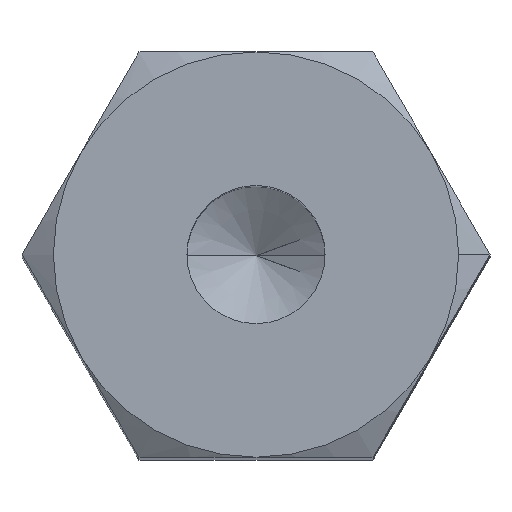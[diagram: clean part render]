
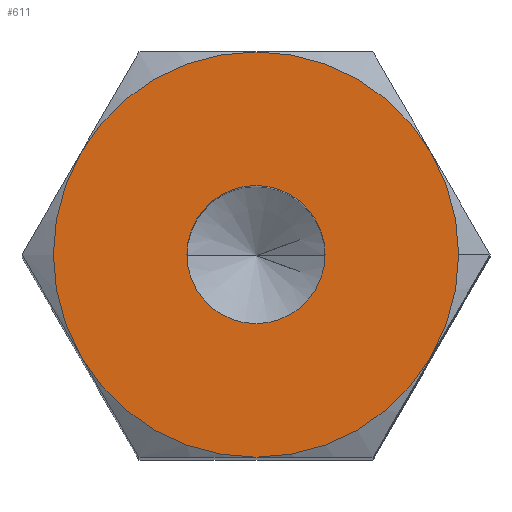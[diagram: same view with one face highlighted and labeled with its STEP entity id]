
A CAD part, top view. The second image highlights one B-rep face of the part: STEP entity #611.
In plain terms, the highlighted planar face has unit normal (0, 0, 1).
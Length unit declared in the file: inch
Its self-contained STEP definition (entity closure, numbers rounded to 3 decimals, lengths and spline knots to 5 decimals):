
#5 = DIRECTION ( 'NONE',  ( 1., 0., 0. ) ) ;
#9 = CARTESIAN_POINT ( 'NONE',  ( 0., 0., 1.25984 ) ) ;
#14 = CARTESIAN_POINT ( 'NONE',  ( 0.15625, 0., 1.25984 ) ) ;
#22 = DIRECTION ( 'NONE',  ( 0., 0., 1. ) ) ;
#27 = CARTESIAN_POINT ( 'NONE',  ( -0.13532, 0.07813, 1.25984 ) ) ;
#28 = CIRCLE ( 'NONE', #567, 0.15625 ) ;
#33 = AXIS2_PLACEMENT_3D ( 'NONE', #961, #213, #356 ) ;
#35 = DIRECTION ( 'NONE',  ( 1., 0., 0. ) ) ;
#42 = CARTESIAN_POINT ( 'NONE',  ( 0., 0., 1.25984 ) ) ;
#83 = DIRECTION ( 'NONE',  ( 1., 0., 0. ) ) ;
#88 = CIRCLE ( 'NONE', #502, 0.15625 ) ;
#110 = AXIS2_PLACEMENT_3D ( 'NONE', #42, #347, #510 ) ;
#112 = CIRCLE ( 'NONE', #118, 0.15625 ) ;
#118 = AXIS2_PLACEMENT_3D ( 'NONE', #663, #119, #808 ) ;
#119 = DIRECTION ( 'NONE',  ( 0., 0., 1. ) ) ;
#146 = VERTEX_POINT ( 'NONE', #331 ) ;
#149 = CARTESIAN_POINT ( 'NONE',  ( 0., 0., 1.25984 ) ) ;
#170 = VERTEX_POINT ( 'NONE', #326 ) ;
#183 = EDGE_LOOP ( 'NONE', ( #788, #837, #541, #417, #728, #828, #196 ) ) ;
#187 = AXIS2_PLACEMENT_3D ( 'NONE', #149, #830, #83 ) ;
#196 = ORIENTED_EDGE ( 'NONE', *, *, #467, .T. ) ;
#209 = EDGE_CURVE ( 'NONE', #170, #868, #248, .T. ) ;
#211 = FACE_OUTER_BOUND ( 'NONE', #183, .T. ) ;
#213 = DIRECTION ( 'NONE',  ( 0., 0., 1. ) ) ;
#218 = VERTEX_POINT ( 'NONE', #480 ) ;
#248 = CIRCLE ( 'NONE', #946, 0.05325 ) ;
#278 = AXIS2_PLACEMENT_3D ( 'NONE', #9, #747, #5 ) ;
#283 = CIRCLE ( 'NONE', #779, 0.15625 ) ;
#314 = DIRECTION ( 'NONE',  ( 0., 0., 1. ) ) ;
#326 = CARTESIAN_POINT ( 'NONE',  ( 0.05325, 0., 1.25984 ) ) ;
#329 = CIRCLE ( 'NONE', #187, 0.15625 ) ;
#331 = CARTESIAN_POINT ( 'NONE',  ( -0.13532, -0.07813, 1.25984 ) ) ;
#347 = DIRECTION ( 'NONE',  ( 0., 0., 1. ) ) ;
#353 = DIRECTION ( 'NONE',  ( 0., 0., 1. ) ) ;
#356 = DIRECTION ( 'NONE',  ( 1., 0., 0. ) ) ;
#362 = CIRCLE ( 'NONE', #278, 0.15625 ) ;
#368 = EDGE_CURVE ( 'NONE', #218, #630, #112, .T. ) ;
#410 = DIRECTION ( 'NONE',  ( 0., 0., 1. ) ) ;
#417 = ORIENTED_EDGE ( 'NONE', *, *, #368, .T. ) ;
#424 = DIRECTION ( 'NONE',  ( 1., 0., 0. ) ) ;
#435 = EDGE_CURVE ( 'NONE', #868, #170, #923, .T. ) ;
#446 = CARTESIAN_POINT ( 'NONE',  ( 0., 0., 1.25984 ) ) ;
#448 = DIRECTION ( 'NONE',  ( 1., 0., 0. ) ) ;
#467 = EDGE_CURVE ( 'NONE', #543, #590, #28, .T. ) ;
#477 = PLANE ( 'NONE',  #963 ) ;
#480 = CARTESIAN_POINT ( 'NONE',  ( 0., 0.15625, 1.25984 ) ) ;
#491 = CARTESIAN_POINT ( 'NONE',  ( 0.13532, 0.07813, 1.25984 ) ) ;
#492 = ORIENTED_EDGE ( 'NONE', *, *, #435, .F. ) ;
#502 = AXIS2_PLACEMENT_3D ( 'NONE', #446, #353, #448 ) ;
#506 = VERTEX_POINT ( 'NONE', #14 ) ;
#510 = DIRECTION ( 'NONE',  ( 1., 0., 0. ) ) ;
#540 = EDGE_CURVE ( 'NONE', #748, #218, #329, .T. ) ;
#541 = ORIENTED_EDGE ( 'NONE', *, *, #540, .T. ) ;
#543 = VERTEX_POINT ( 'NONE', #898 ) ;
#555 = ORIENTED_EDGE ( 'NONE', *, *, #209, .F. ) ;
#567 = AXIS2_PLACEMENT_3D ( 'NONE', #617, #22, #834 ) ;
#590 = VERTEX_POINT ( 'NONE', #929 ) ;
#611 = ADVANCED_FACE ( 'NONE', ( #906, #211 ), #477, .T. ) ;
#617 = CARTESIAN_POINT ( 'NONE',  ( 0., 0., 1.25984 ) ) ;
#630 = VERTEX_POINT ( 'NONE', #27 ) ;
#663 = CARTESIAN_POINT ( 'NONE',  ( 0., 0., 1.25984 ) ) ;
#693 = CIRCLE ( 'NONE', #110, 0.15625 ) ;
#707 = CARTESIAN_POINT ( 'NONE',  ( 0., 0., 1.25984 ) ) ;
#728 = ORIENTED_EDGE ( 'NONE', *, *, #731, .T. ) ;
#731 = EDGE_CURVE ( 'NONE', #630, #146, #693, .T. ) ;
#744 = CARTESIAN_POINT ( 'NONE',  ( 0., 0., 1.25984 ) ) ;
#747 = DIRECTION ( 'NONE',  ( 0., 0., 1. ) ) ;
#748 = VERTEX_POINT ( 'NONE', #491 ) ;
#779 = AXIS2_PLACEMENT_3D ( 'NONE', #744, #816, #424 ) ;
#788 = ORIENTED_EDGE ( 'NONE', *, *, #853, .T. ) ;
#808 = DIRECTION ( 'NONE',  ( 1., 0., 0. ) ) ;
#816 = DIRECTION ( 'NONE',  ( 0., 0., 1. ) ) ;
#828 = ORIENTED_EDGE ( 'NONE', *, *, #951, .T. ) ;
#830 = DIRECTION ( 'NONE',  ( 0., 0., 1. ) ) ;
#834 = DIRECTION ( 'NONE',  ( 1., 0., 0. ) ) ;
#837 = ORIENTED_EDGE ( 'NONE', *, *, #900, .T. ) ;
#853 = EDGE_CURVE ( 'NONE', #590, #506, #283, .T. ) ;
#859 = DIRECTION ( 'NONE',  ( 1., 0., 0. ) ) ;
#868 = VERTEX_POINT ( 'NONE', #952 ) ;
#898 = CARTESIAN_POINT ( 'NONE',  ( 0., -0.15625, 1.25984 ) ) ;
#900 = EDGE_CURVE ( 'NONE', #506, #748, #362, .T. ) ;
#906 = FACE_BOUND ( 'NONE', #909, .T. ) ;
#909 = EDGE_LOOP ( 'NONE', ( #555, #492 ) ) ;
#923 = CIRCLE ( 'NONE', #33, 0.05325 ) ;
#929 = CARTESIAN_POINT ( 'NONE',  ( 0.13532, -0.07813, 1.25984 ) ) ;
#932 = CARTESIAN_POINT ( 'NONE',  ( 0., 0., 1.25984 ) ) ;
#946 = AXIS2_PLACEMENT_3D ( 'NONE', #932, #410, #859 ) ;
#951 = EDGE_CURVE ( 'NONE', #146, #543, #88, .T. ) ;
#952 = CARTESIAN_POINT ( 'NONE',  ( -0.05325, 0., 1.25984 ) ) ;
#961 = CARTESIAN_POINT ( 'NONE',  ( 0., 0., 1.25984 ) ) ;
#963 = AXIS2_PLACEMENT_3D ( 'NONE', #707, #314, #35 ) ;
